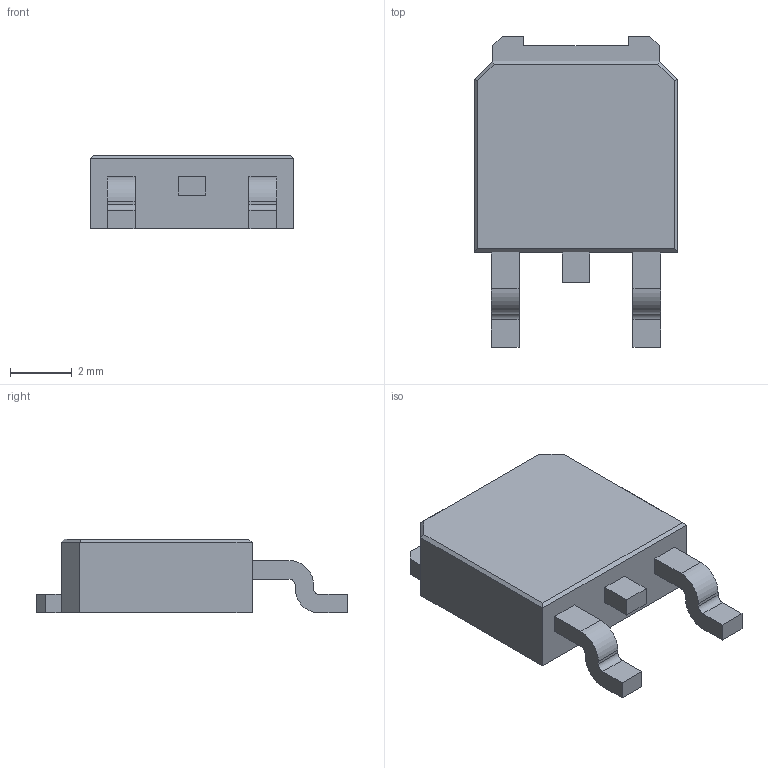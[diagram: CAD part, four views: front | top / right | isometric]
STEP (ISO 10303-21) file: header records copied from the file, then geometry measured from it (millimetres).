
FILE_DESCRIPTION(('FreeCAD Model'),'2;1');
FILE_NAME('D60A4B37-B576-47FE-927E-824F0D90DAA0.step' ,'2018-06-09T18:11:00',('kicad StepUp'),('ksu MCAD'), 'Open CASCADE STEP processor 6.8','FreeCAD','Unknown');
FILE_SCHEMA(('AUTOMOTIVE_DESIGN_CC2 { 1 2 10303 214 -1 1 5 4 }'));
Length unit declared in the file: millimetre
Products named in the file (2): ASSEMBLY; D60A4B37-B576-47FE-927E-824F0D90DAA0
Assembly tree (1 placements, depth 2):
  ASSEMBLY
    D60A4B37-B576-47FE-927E-824F0D90DAA0
Bounding box: 6.6 x 10.1 x 2.4 mm (x, y, z)
Volume: 103.8 mm3; surface area: 172.6 mm2
Topology: 1 solids, 1 shells, 55 faces, 142 edges, 92 vertices
Faces by surface type: plane 47, cylinder 8
Entity records: 2064 total; most frequent: CARTESIAN_POINT 291, ORIENTED_EDGE 284, DIRECTION 272, EDGE_CURVE 142, LINE 126, VECTOR 126, VERTEX_POINT 92, AXIS2_PLACEMENT_3D 73
